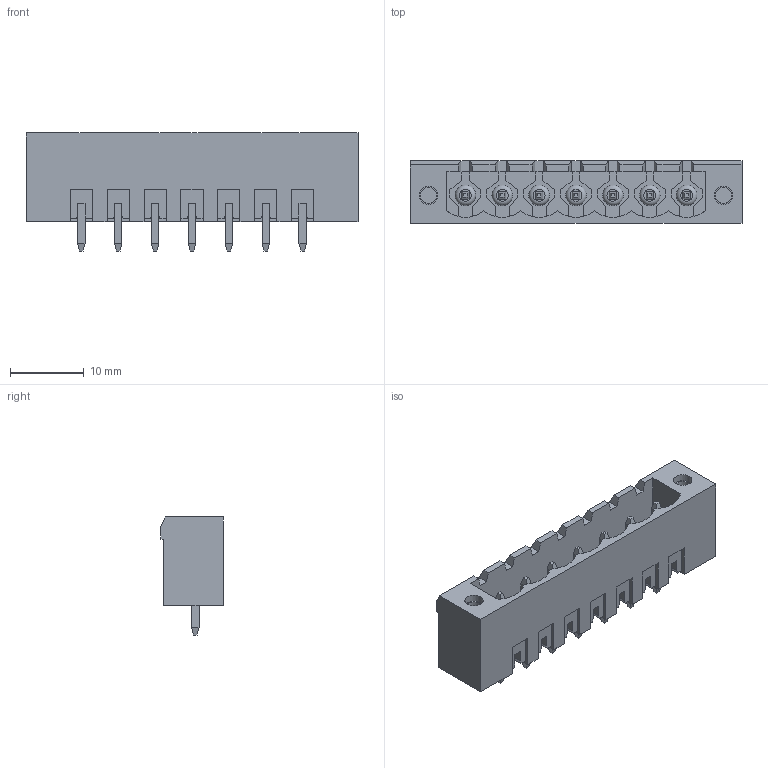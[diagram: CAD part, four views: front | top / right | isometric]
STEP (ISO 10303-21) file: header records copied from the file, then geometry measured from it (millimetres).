
FILE_DESCRIPTION( ( 'Unknown' ), '1' );
FILE_NAME( '691318700007.stp', 'Unknown', ( 'Unknown' ), ( 'Unknown' ), 'PSStep 18.0.17', 'Unknown', ' ' );
FILE_SCHEMA( ( 'AUTOMOTIVE_DESIGN { 1 0 10303 214 1 1 1 1 }' ) );
Length unit declared in the file: millimetre
Products named in the file (4): Assem1; 6913187000xx_PIN; 6913187000xx_INSERT; 691318700007
Assembly tree (10 placements, depth 2):
  Assem1
    6913187000xx_PIN  x7
    6913187000xx_INSERT  x2
    691318700007
Bounding box: 45 x 8.5 x 16 mm (x, y, z)
Volume: 1901.2 mm3; surface area: 4840.3 mm2
Topology: 10 solids, 10 shells, 416 faces, 1091 edges, 703 vertices
Faces by surface type: plane 383, cylinder 22, torus 11
Full cylindrical faces by diameter (mm): 2.2 x2, 2.5 x2, 2.8 x7
Entity records: 12906 total; most frequent: CARTESIAN_POINT 2037, ORIENTED_EDGE 1742, DIRECTION 1586, EDGE_CURVE 871, LINE 794, VECTOR 794, VERTEX_POINT 583, AXIS2_PLACEMENT_3D 396
